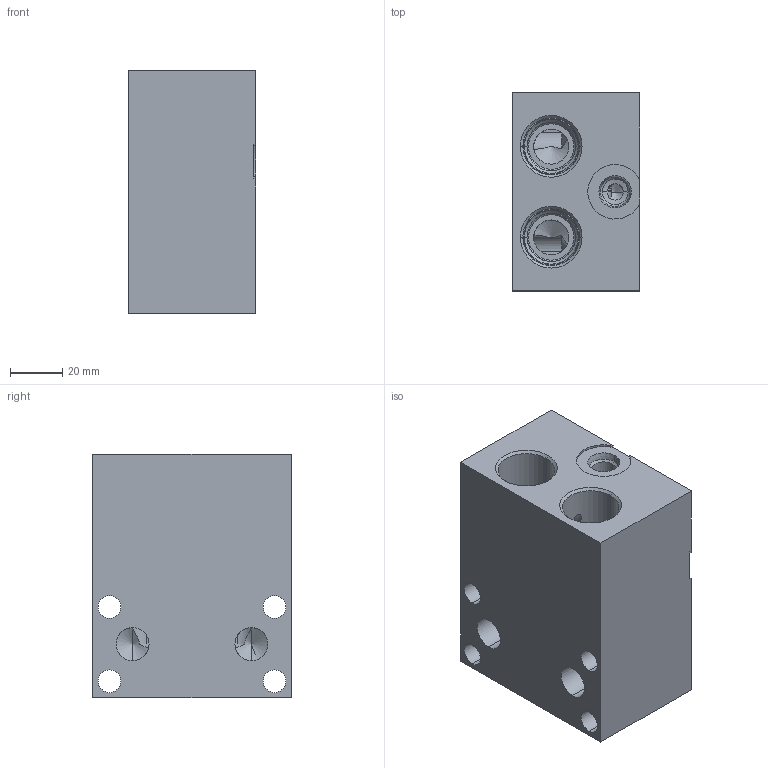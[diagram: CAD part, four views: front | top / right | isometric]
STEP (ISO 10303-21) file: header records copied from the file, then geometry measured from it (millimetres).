
FILE_DESCRIPTION((''),'2;1');
FILE_NAME('YVN_ASM','2023-08-28T',('ProEService'),(''),'PRO/ENGINEER BY PARAMETRIC TECHNOLOGY CORPORATION, 2014200','PRO/ENGINEER BY PARAMETRIC TECHNOLOGY CORPORATION, 2014200','');
FILE_SCHEMA(('CONFIG_CONTROL_DESIGN'));
Length unit declared in the file: inch
Products named in the file (5): 150-790-002; A330-006-004; CSZNXXN; A330-006-002; YVN_ASM
Assembly tree (5 placements, depth 2):
  YVN_ASM
    150-790-002
    A330-006-004
    CSZNXXN
    A330-006-002  x2
Bounding box: 49.23 x 76.2 x 93.68 mm (x, y, z)
Volume: 269408.5 mm3; surface area: 56273.6 mm2
Topology: 8 solids, 9 shells, 470 faces, 1300 edges, 971 vertices
Faces by surface type: cylinder 164, cone 137, plane 93, torus 66, revolution 8, sphere 2
Entity records: 16061 total; most frequent: CARTESIAN_POINT 4982, DIRECTION 2448, ORIENTED_EDGE 1952, EDGE_CURVE 976, AXIS2_PLACEMENT_3D 934, VECTOR 572, LINE 572, VERTEX_POINT 571
